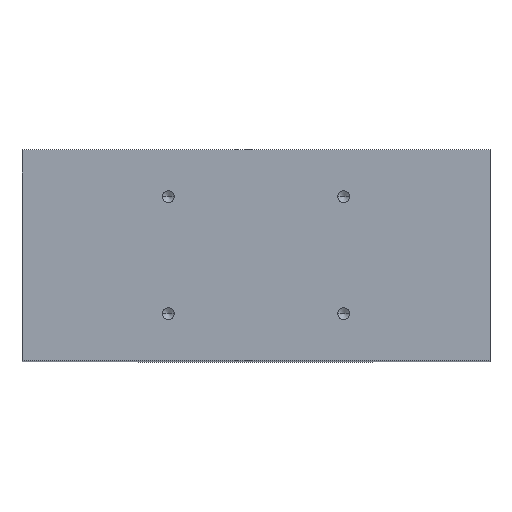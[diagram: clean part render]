
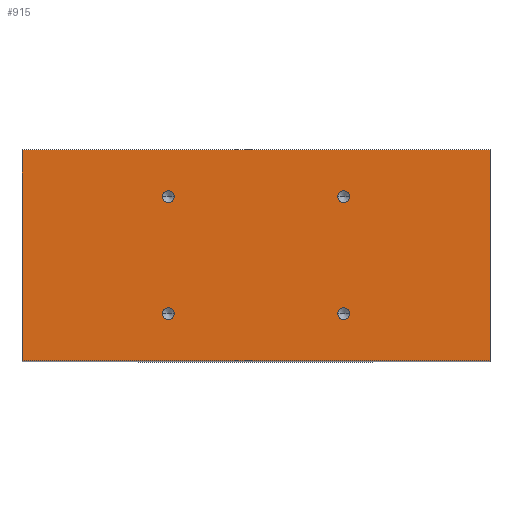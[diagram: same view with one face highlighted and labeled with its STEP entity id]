
A CAD part, top view. The second image highlights one B-rep face of the part: STEP entity #915.
In plain terms, the highlighted planar face has unit normal (0, 0, 1).
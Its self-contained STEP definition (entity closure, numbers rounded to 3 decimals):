
#2 = VERTEX_POINT ( 'NONE', #18 ) ;
#6 = CARTESIAN_POINT ( 'NONE',  ( 25., 8., 150. ) ) ;
#11 = CIRCLE ( 'NONE', #610, 1.025 ) ;
#15 = DIRECTION ( 'NONE',  ( 0., 0., 1. ) ) ;
#18 = CARTESIAN_POINT ( 'NONE',  ( 80., 36., 150. ) ) ;
#41 = AXIS2_PLACEMENT_3D ( 'NONE', #611, #929, #888 ) ;
#47 = DIRECTION ( 'NONE',  ( 1., 0., 0. ) ) ;
#48 = ORIENTED_EDGE ( 'NONE', *, *, #168, .T. ) ;
#52 = DIRECTION ( 'NONE',  ( -1., 0., 0. ) ) ;
#53 = ORIENTED_EDGE ( 'NONE', *, *, #1004, .F. ) ;
#56 = CIRCLE ( 'NONE', #263, 1.025 ) ;
#62 = VERTEX_POINT ( 'NONE', #494 ) ;
#91 = VERTEX_POINT ( 'NONE', #257 ) ;
#104 = CARTESIAN_POINT ( 'NONE',  ( 0., 0., 150. ) ) ;
#118 = EDGE_CURVE ( 'NONE', #91, #570, #285, .T. ) ;
#150 = VERTEX_POINT ( 'NONE', #268 ) ;
#154 = AXIS2_PLACEMENT_3D ( 'NONE', #871, #499, #252 ) ;
#164 = LINE ( 'NONE', #559, #284 ) ;
#168 = EDGE_CURVE ( 'NONE', #785, #780, #637, .T. ) ;
#176 = CARTESIAN_POINT ( 'NONE',  ( 0., 0., 150. ) ) ;
#185 = EDGE_CURVE ( 'NONE', #150, #484, #553, .T. ) ;
#193 = EDGE_CURVE ( 'NONE', #2, #785, #802, .T. ) ;
#221 = EDGE_CURVE ( 'NONE', #403, #62, #56, .T. ) ;
#224 = VERTEX_POINT ( 'NONE', #710 ) ;
#229 = ORIENTED_EDGE ( 'NONE', *, *, #193, .T. ) ;
#230 = EDGE_CURVE ( 'NONE', #780, #884, #164, .T. ) ;
#238 = EDGE_CURVE ( 'NONE', #62, #403, #408, .T. ) ;
#245 = DIRECTION ( 'NONE',  ( 1., 0., 0. ) ) ;
#249 = CARTESIAN_POINT ( 'NONE',  ( 0., 36., 150. ) ) ;
#252 = DIRECTION ( 'NONE',  ( 1., 0., 0. ) ) ;
#257 = CARTESIAN_POINT ( 'NONE',  ( 53.975, 28., 150. ) ) ;
#263 = AXIS2_PLACEMENT_3D ( 'NONE', #6, #947, #245 ) ;
#268 = CARTESIAN_POINT ( 'NONE',  ( 23.975, 28., 150. ) ) ;
#272 = CARTESIAN_POINT ( 'NONE',  ( 55., 8., 150. ) ) ;
#276 = CIRCLE ( 'NONE', #990, 1.025 ) ;
#284 = VECTOR ( 'NONE', #483, 1000. ) ;
#285 = CIRCLE ( 'NONE', #575, 1.025 ) ;
#296 = CARTESIAN_POINT ( 'NONE',  ( 55., 8., 150. ) ) ;
#315 = FACE_BOUND ( 'NONE', #930, .T. ) ;
#318 = ORIENTED_EDGE ( 'NONE', *, *, #504, .F. ) ;
#321 = DIRECTION ( 'NONE',  ( 0., -1., 0. ) ) ;
#335 = EDGE_CURVE ( 'NONE', #484, #150, #11, .T. ) ;
#340 = DIRECTION ( 'NONE',  ( -1., 0., 0. ) ) ;
#366 = AXIS2_PLACEMENT_3D ( 'NONE', #415, #15, #698 ) ;
#373 = CARTESIAN_POINT ( 'NONE',  ( 53.975, 8., 150. ) ) ;
#383 = FACE_OUTER_BOUND ( 'NONE', #849, .T. ) ;
#403 = VERTEX_POINT ( 'NONE', #1008 ) ;
#406 = ORIENTED_EDGE ( 'NONE', *, *, #230, .T. ) ;
#408 = CIRCLE ( 'NONE', #366, 1.025 ) ;
#411 = CARTESIAN_POINT ( 'NONE',  ( 80., 0., 150. ) ) ;
#415 = CARTESIAN_POINT ( 'NONE',  ( 25., 8., 150. ) ) ;
#417 = ORIENTED_EDGE ( 'NONE', *, *, #185, .F. ) ;
#421 = DIRECTION ( 'NONE',  ( 0., 0., 1. ) ) ;
#423 = EDGE_CURVE ( 'NONE', #570, #91, #904, .T. ) ;
#429 = VECTOR ( 'NONE', #497, 1000. ) ;
#482 = ORIENTED_EDGE ( 'NONE', *, *, #238, .F. ) ;
#483 = DIRECTION ( 'NONE',  ( 1., 0., 0. ) ) ;
#484 = VERTEX_POINT ( 'NONE', #883 ) ;
#494 = CARTESIAN_POINT ( 'NONE',  ( 26.025, 8., 150. ) ) ;
#497 = DIRECTION ( 'NONE',  ( 0., 1., 0. ) ) ;
#499 = DIRECTION ( 'NONE',  ( 0., 0., 1. ) ) ;
#504 = EDGE_CURVE ( 'NONE', #224, #965, #860, .T. ) ;
#537 = CARTESIAN_POINT ( 'NONE',  ( 80., 0., 150. ) ) ;
#541 = ORIENTED_EDGE ( 'NONE', *, *, #118, .F. ) ;
#553 = CIRCLE ( 'NONE', #154, 1.025 ) ;
#559 = CARTESIAN_POINT ( 'NONE',  ( 0., 0., 150. ) ) ;
#566 = ORIENTED_EDGE ( 'NONE', *, *, #731, .T. ) ;
#570 = VERTEX_POINT ( 'NONE', #588 ) ;
#575 = AXIS2_PLACEMENT_3D ( 'NONE', #648, #421, #716 ) ;
#585 = DIRECTION ( 'NONE',  ( 1., 0., 0. ) ) ;
#588 = CARTESIAN_POINT ( 'NONE',  ( 56.025, 28., 150. ) ) ;
#610 = AXIS2_PLACEMENT_3D ( 'NONE', #690, #1016, #934 ) ;
#611 = CARTESIAN_POINT ( 'NONE',  ( 55., 28., 150. ) ) ;
#615 = FACE_BOUND ( 'NONE', #1006, .T. ) ;
#628 = CARTESIAN_POINT ( 'NONE',  ( 0., 36., 150. ) ) ;
#637 = LINE ( 'NONE', #104, #976 ) ;
#648 = CARTESIAN_POINT ( 'NONE',  ( 55., 28., 150. ) ) ;
#687 = PLANE ( 'NONE',  #712 ) ;
#690 = CARTESIAN_POINT ( 'NONE',  ( 25., 28., 150. ) ) ;
#698 = DIRECTION ( 'NONE',  ( 1., 0., 0. ) ) ;
#710 = CARTESIAN_POINT ( 'NONE',  ( 56.025, 8., 150. ) ) ;
#712 = AXIS2_PLACEMENT_3D ( 'NONE', #1012, #932, #52 ) ;
#716 = DIRECTION ( 'NONE',  ( 1., 0., 0. ) ) ;
#731 = EDGE_CURVE ( 'NONE', #884, #2, #779, .T. ) ;
#738 = AXIS2_PLACEMENT_3D ( 'NONE', #272, #804, #585 ) ;
#747 = DIRECTION ( 'NONE',  ( 0., 0., 1. ) ) ;
#765 = FACE_BOUND ( 'NONE', #896, .T. ) ;
#779 = LINE ( 'NONE', #411, #429 ) ;
#780 = VERTEX_POINT ( 'NONE', #176 ) ;
#785 = VERTEX_POINT ( 'NONE', #249 ) ;
#802 = LINE ( 'NONE', #628, #820 ) ;
#804 = DIRECTION ( 'NONE',  ( 0., 0., 1. ) ) ;
#817 = ORIENTED_EDGE ( 'NONE', *, *, #221, .F. ) ;
#820 = VECTOR ( 'NONE', #340, 1000. ) ;
#831 = EDGE_LOOP ( 'NONE', ( #318, #53 ) ) ;
#849 = EDGE_LOOP ( 'NONE', ( #48, #406, #566, #229 ) ) ;
#860 = CIRCLE ( 'NONE', #738, 1.025 ) ;
#871 = CARTESIAN_POINT ( 'NONE',  ( 25., 28., 150. ) ) ;
#883 = CARTESIAN_POINT ( 'NONE',  ( 26.025, 28., 150. ) ) ;
#884 = VERTEX_POINT ( 'NONE', #537 ) ;
#888 = DIRECTION ( 'NONE',  ( 1., 0., 0. ) ) ;
#896 = EDGE_LOOP ( 'NONE', ( #906, #541 ) ) ;
#904 = CIRCLE ( 'NONE', #41, 1.025 ) ;
#906 = ORIENTED_EDGE ( 'NONE', *, *, #423, .F. ) ;
#915 = ADVANCED_FACE ( 'NONE', ( #315, #765, #936, #615, #383 ), #687, .F. ) ;
#929 = DIRECTION ( 'NONE',  ( 0., 0., 1. ) ) ;
#930 = EDGE_LOOP ( 'NONE', ( #1003, #417 ) ) ;
#932 = DIRECTION ( 'NONE',  ( 0., 0., -1. ) ) ;
#934 = DIRECTION ( 'NONE',  ( 1., 0., 0. ) ) ;
#936 = FACE_BOUND ( 'NONE', #831, .T. ) ;
#947 = DIRECTION ( 'NONE',  ( 0., 0., 1. ) ) ;
#965 = VERTEX_POINT ( 'NONE', #373 ) ;
#976 = VECTOR ( 'NONE', #321, 1000. ) ;
#990 = AXIS2_PLACEMENT_3D ( 'NONE', #296, #747, #47 ) ;
#1003 = ORIENTED_EDGE ( 'NONE', *, *, #335, .F. ) ;
#1004 = EDGE_CURVE ( 'NONE', #965, #224, #276, .T. ) ;
#1006 = EDGE_LOOP ( 'NONE', ( #482, #817 ) ) ;
#1008 = CARTESIAN_POINT ( 'NONE',  ( 23.975, 8., 150. ) ) ;
#1012 = CARTESIAN_POINT ( 'NONE',  ( 0., 0., 150. ) ) ;
#1016 = DIRECTION ( 'NONE',  ( 0., 0., 1. ) ) ;
